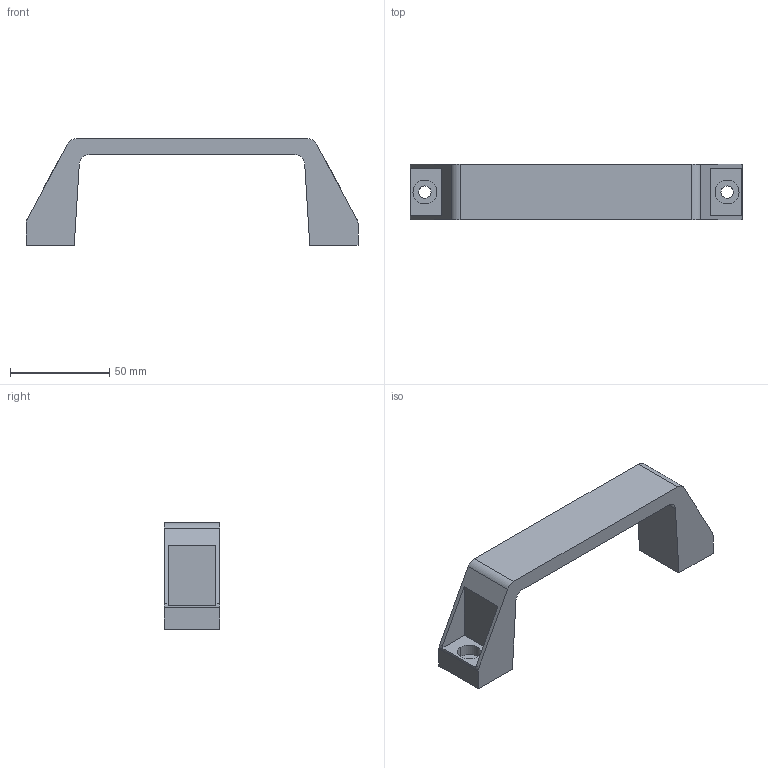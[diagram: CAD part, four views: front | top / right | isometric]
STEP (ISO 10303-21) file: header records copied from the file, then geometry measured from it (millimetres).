
FILE_DESCRIPTION(('Creo Elements/Direct Modeling STEP Export'),'2;1');
FILE_NAME('44.0285_Bügelgriff-MMS-44_Bohrungsabstand152mm.stp','2022-03-21T 9:00:15',(''),(''),'PTC Creo Elements/Direct Modeling STEP processor for AP214 (Solid Model)','PTC Creo Elements/Direct Modeling 19.0C 15-Aug-2015 (C) Parametric Technology GmbH','');
FILE_SCHEMA(('AUTOMOTIVE_DESIGN { 1 0 10303 214 1 1 1 1 }'));
Length unit declared in the file: millimetre
Products named in the file (2): Bügelgriff-MMS-44_Bohrungsabstand152mm_44.0285_PX173815
Assembly tree (1 placements, depth 2):
  Bügelgriff-MMS-44_Bohrungsabstand152mm_44.0285_PX173815
    Bügelgriff-MMS-44_Bohrungsabstand152mm_44.0285_PX173815
Bounding box: 167 x 28 x 53.5 mm (x, y, z)
Volume: 63998.3 mm3; surface area: 21276.4 mm2
Topology: 1 solids, 1 shells, 36 faces, 96 edges, 64 vertices
Faces by surface type: plane 22, cylinder 14
Entity records: 1145 total; most frequent: ORIENTED_EDGE 192, CARTESIAN_POINT 190, DIRECTION 188, EDGE_CURVE 96, VERTEX_POINT 64, VECTOR 64, LINE 64, AXIS2_PLACEMENT_3D 62
